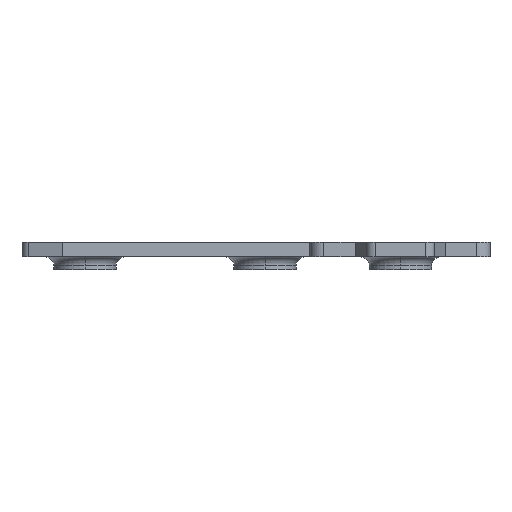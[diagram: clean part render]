
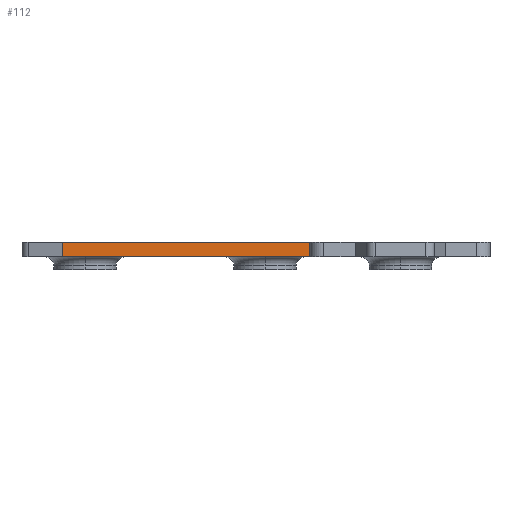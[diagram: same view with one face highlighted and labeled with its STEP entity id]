
A CAD part, left-side view. The second image highlights one B-rep face of the part: STEP entity #112.
In plain terms, the highlighted planar face has unit normal (-1, 0, 0).
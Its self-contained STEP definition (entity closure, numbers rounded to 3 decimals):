
#23 = ORIENTED_EDGE ( 'NONE', *, *, #1921, .T. ) ;
#112 = ADVANCED_FACE ( 'NONE', ( #1026 ), #698, .F. ) ;
#127 = DIRECTION ( 'NONE',  ( 0., -1., 0. ) ) ;
#131 = VERTEX_POINT ( 'NONE', #1984 ) ;
#165 = ORIENTED_EDGE ( 'NONE', *, *, #1645, .F. ) ;
#396 = CARTESIAN_POINT ( 'NONE',  ( -4.949, 37.5, 1.6 ) ) ;
#534 = DIRECTION ( 'NONE',  ( 1., 0., 0. ) ) ;
#571 = VECTOR ( 'NONE', #127, 1000. ) ;
#592 = LINE ( 'NONE', #1680, #571 ) ;
#691 = CARTESIAN_POINT ( 'NONE',  ( -4.949, 37.5, 0. ) ) ;
#698 = PLANE ( 'NONE',  #1864 ) ;
#906 = VERTEX_POINT ( 'NONE', #1177 ) ;
#1026 = FACE_OUTER_BOUND ( 'NONE', #1083, .T. ) ;
#1057 = ORIENTED_EDGE ( 'NONE', *, *, #1702, .T. ) ;
#1083 = EDGE_LOOP ( 'NONE', ( #23, #165, #1297, #1057 ) ) ;
#1122 = VECTOR ( 'NONE', #1676, 1000. ) ;
#1138 = VERTEX_POINT ( 'NONE', #1747 ) ;
#1177 = CARTESIAN_POINT ( 'NONE',  ( -4.949, 37.5, 1.6 ) ) ;
#1288 = LINE ( 'NONE', #1795, #1658 ) ;
#1297 = ORIENTED_EDGE ( 'NONE', *, *, #1381, .F. ) ;
#1341 = LINE ( 'NONE', #396, #1122 ) ;
#1381 = EDGE_CURVE ( 'NONE', #906, #131, #592, .T. ) ;
#1576 = DIRECTION ( 'NONE',  ( 0., 0., -1. ) ) ;
#1587 = CARTESIAN_POINT ( 'NONE',  ( -4.949, 10., 1.6 ) ) ;
#1641 = CARTESIAN_POINT ( 'NONE',  ( -4.949, 37.5, 1.6 ) ) ;
#1644 = DIRECTION ( 'NONE',  ( 0., -1., 0. ) ) ;
#1645 = EDGE_CURVE ( 'NONE', #131, #1138, #1891, .T. ) ;
#1658 = VECTOR ( 'NONE', #1644, 1000. ) ;
#1676 = DIRECTION ( 'NONE',  ( 0., 0., -1. ) ) ;
#1680 = CARTESIAN_POINT ( 'NONE',  ( -4.949, 37.5, 1.6 ) ) ;
#1687 = VECTOR ( 'NONE', #1576, 1000. ) ;
#1702 = EDGE_CURVE ( 'NONE', #906, #2004, #1341, .T. ) ;
#1747 = CARTESIAN_POINT ( 'NONE',  ( -4.949, 10., 0. ) ) ;
#1795 = CARTESIAN_POINT ( 'NONE',  ( -4.949, 37.5, 0. ) ) ;
#1864 = AXIS2_PLACEMENT_3D ( 'NONE', #1641, #534, #1974 ) ;
#1891 = LINE ( 'NONE', #1587, #1687 ) ;
#1921 = EDGE_CURVE ( 'NONE', #2004, #1138, #1288, .T. ) ;
#1974 = DIRECTION ( 'NONE',  ( 0., 1., 0. ) ) ;
#1984 = CARTESIAN_POINT ( 'NONE',  ( -4.949, 10., 1.6 ) ) ;
#2004 = VERTEX_POINT ( 'NONE', #691 ) ;
